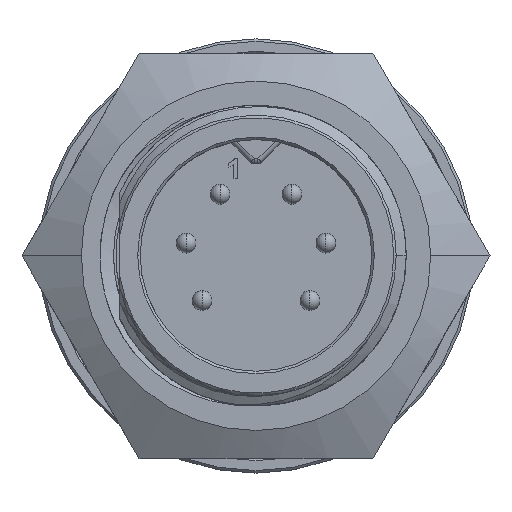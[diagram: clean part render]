
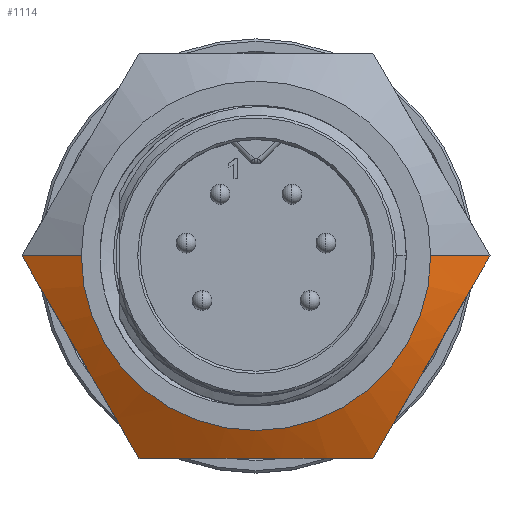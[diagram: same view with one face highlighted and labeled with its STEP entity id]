
A CAD part, top view. The second image highlights one B-rep face of the part: STEP entity #1114.
In plain terms, the highlighted conical face has half-angle 61.689 degrees and reference radius 8.89 mm.
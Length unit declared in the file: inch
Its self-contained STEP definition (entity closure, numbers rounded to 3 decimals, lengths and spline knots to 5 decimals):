
#542 = CARTESIAN_POINT ( 'NONE',  ( 0.35, 0., -0.371 ) ) ;
#605 = VERTEX_POINT ( 'NONE', #9933 ) ;
#651 = CARTESIAN_POINT ( 'NONE',  ( 0.09933, -0.406, -0.40739 ) ) ;
#768 = CARTESIAN_POINT ( 'NONE',  ( -0.3121, -0.27143, -0.40502 ) ) ;
#792 = EDGE_CURVE ( 'NONE', #24349, #3279, #17383, .T. ) ;
#1114 = ADVANCED_FACE ( 'NONE', ( #18897 ), #3364, .T. ) ;
#1467 = DIRECTION ( 'NONE',  ( 0.88, 0., -0.474 ) ) ;
#1787 = CARTESIAN_POINT ( 'NONE',  ( 0.25359, -0.37277, -0.42466 ) ) ;
#1848 = VECTOR ( 'NONE', #15453, 39.37008 ) ;
#1876 = CARTESIAN_POINT ( 'NONE',  ( 0.40094, -0.11756, -0.4073 ) ) ;
#2220 = EDGE_CURVE ( 'NONE', #3279, #22468, #16995, .T. ) ;
#2608 = CARTESIAN_POINT ( 'NONE',  ( 0.19643, -0.406, -0.42477 ) ) ;
#2644 = CARTESIAN_POINT ( 'NONE',  ( -0.43031, -0.06668, -0.41616 ) ) ;
#2727 = CARTESIAN_POINT ( 'NONE',  ( -0.27295, -0.33923, -0.41613 ) ) ;
#2774 = EDGE_CURVE ( 'NONE', #12390, #605, #2925, .T. ) ;
#2925 = B_SPLINE_CURVE_WITH_KNOTS ( 'NONE', 3,
 ( #17369, #1787, #21285, #9607, #23222, #11595, #25159, #13568, #1876, #15515, #3834, #17455 ),
 .UNSPECIFIED., .F., .F.,
 ( 4, 2, 2, 2, 2, 4 ),
 ( 0., 0.003, 0.00601, 0.00751, 0.00901, 0.01201 ),
 .UNSPECIFIED. ) ;
#3279 = VERTEX_POINT ( 'NONE', #24480 ) ;
#3364 = CONICAL_SURFACE ( 'NONE', #15613, 0.35, 1.077 ) ;
#3834 = CARTESIAN_POINT ( 'NONE',  ( 0.4496, -0.03326, -0.42465 ) ) ;
#4044 = CARTESIAN_POINT ( 'NONE',  ( 0., 0., -0.371 ) ) ;
#4667 = ORIENTED_EDGE ( 'NONE', *, *, #11821, .F. ) ;
#4692 = CARTESIAN_POINT ( 'NONE',  ( -0.2344, -0.406, -0.435 ) ) ;
#5985 = DIRECTION ( 'NONE',  ( -1., 0., 0. ) ) ;
#6974 = LINE ( 'NONE', #24757, #21897 ) ;
#8399 = CARTESIAN_POINT ( 'NONE',  ( -0.07875, -0.406, -0.40432 ) ) ;
#8466 = CARTESIAN_POINT ( 'NONE',  ( 0., 0., -0.371 ) ) ;
#8520 = CARTESIAN_POINT ( 'NONE',  ( -0.46881, 0., -0.435 ) ) ;
#8988 = EDGE_CURVE ( 'NONE', #24967, #24349, #22247, .T. ) ;
#9607 = CARTESIAN_POINT ( 'NONE',  ( 0.31188, -0.27181, -0.4044 ) ) ;
#9933 = CARTESIAN_POINT ( 'NONE',  ( 0.46881, 0., -0.435 ) ) ;
#10363 = CARTESIAN_POINT ( 'NONE',  ( 0.01996, -0.406, -0.40117 ) ) ;
#10434 = DIRECTION ( 'NONE',  ( -1., 0., 0. ) ) ;
#10490 = CARTESIAN_POINT ( 'NONE',  ( -0.37166, -0.16826, -0.40118 ) ) ;
#11595 = CARTESIAN_POINT ( 'NONE',  ( 0.36138, -0.18608, -0.40116 ) ) ;
#11701 = CARTESIAN_POINT ( 'NONE',  ( -0.2344, -0.406, -0.435 ) ) ;
#11821 = EDGE_CURVE ( 'NONE', #24967, #605, #6974, .T. ) ;
#12262 = CARTESIAN_POINT ( 'NONE',  ( 0.2344, -0.406, -0.435 ) ) ;
#12330 = CARTESIAN_POINT ( 'NONE',  ( 0.07957, -0.406, -0.40507 ) ) ;
#12390 = VERTEX_POINT ( 'NONE', #12262 ) ;
#12439 = CARTESIAN_POINT ( 'NONE',  ( -0.33186, -0.2372, -0.40195 ) ) ;
#13221 = CARTESIAN_POINT ( 'NONE',  ( -0.35, 0., -0.371 ) ) ;
#13568 = CARTESIAN_POINT ( 'NONE',  ( 0.39111, -0.13457, -0.40502 ) ) ;
#13675 = ORIENTED_EDGE ( 'NONE', *, *, #2220, .T. ) ;
#14225 = CARTESIAN_POINT ( 'NONE',  ( -0.19615, -0.406, -0.4247 ) ) ;
#14304 = CARTESIAN_POINT ( 'NONE',  ( 0.158, -0.406, -0.41627 ) ) ;
#14430 = CARTESIAN_POINT ( 'NONE',  ( -0.30228, -0.28844, -0.4073 ) ) ;
#15453 = DIRECTION ( 'NONE',  ( -0.88, 0., -0.474 ) ) ;
#15515 = CARTESIAN_POINT ( 'NONE',  ( 0.43026, -0.06677, -0.41613 ) ) ;
#15613 = AXIS2_PLACEMENT_3D ( 'NONE', #8466, #20048, #10434 ) ;
#16236 = CARTESIAN_POINT ( 'NONE',  ( 0.2344, -0.406, -0.435 ) ) ;
#16341 = CARTESIAN_POINT ( 'NONE',  ( -0.25361, -0.37274, -0.42465 ) ) ;
#16995 = B_SPLINE_CURVE_WITH_KNOTS ( 'NONE', 3,
 ( #8520, #18230, #2644, #22119, #10490, #24075, #12439, #768, #14430, #2727, #16341, #4692 ),
 .UNSPECIFIED., .F., .F.,
 ( 4, 2, 2, 2, 2, 4 ),
 ( 0., 0.003, 0.00601, 0.00751, 0.00901, 0.01201 ),
 .UNSPECIFIED. ) ;
#17369 = CARTESIAN_POINT ( 'NONE',  ( 0.2344, -0.406, -0.435 ) ) ;
#17383 = LINE ( 'NONE', #13221, #1848 ) ;
#17455 = CARTESIAN_POINT ( 'NONE',  ( 0.46881, 0., -0.435 ) ) ;
#17653 = DIRECTION ( 'NONE',  ( 0., 0., -1. ) ) ;
#18113 = CARTESIAN_POINT ( 'NONE',  ( -0.2344, -0.406, -0.435 ) ) ;
#18230 = CARTESIAN_POINT ( 'NONE',  ( -0.44962, -0.03323, -0.42466 ) ) ;
#18897 = FACE_OUTER_BOUND ( 'NONE', #23642, .T. ) ;
#19474 = ORIENTED_EDGE ( 'NONE', *, *, #23745, .T. ) ;
#20048 = DIRECTION ( 'NONE',  ( 0., 0., -1. ) ) ;
#20059 = CARTESIAN_POINT ( 'NONE',  ( -0.15708, -0.406, -0.41609 ) ) ;
#20745 = CARTESIAN_POINT ( 'NONE',  ( -0.35, 0., -0.371 ) ) ;
#20942 = ORIENTED_EDGE ( 'NONE', *, *, #8988, .T. ) ;
#21285 = CARTESIAN_POINT ( 'NONE',  ( 0.2729, -0.33932, -0.41616 ) ) ;
#21765 = ORIENTED_EDGE ( 'NONE', *, *, #792, .T. ) ;
#21897 = VECTOR ( 'NONE', #1467, 39.37008 ) ;
#22011 = CARTESIAN_POINT ( 'NONE',  ( -0.0394, -0.406, -0.40116 ) ) ;
#22119 = CARTESIAN_POINT ( 'NONE',  ( -0.39133, -0.13419, -0.4044 ) ) ;
#22155 = AXIS2_PLACEMENT_3D ( 'NONE', #4044, #17653, #5985 ) ;
#22247 = CIRCLE ( 'NONE', #22155, 0.35 ) ;
#22468 = VERTEX_POINT ( 'NONE', #11701 ) ;
#23222 = CARTESIAN_POINT ( 'NONE',  ( 0.33155, -0.23774, -0.40118 ) ) ;
#23642 = EDGE_LOOP ( 'NONE', ( #4667, #20942, #21765, #13675, #19474, #24846 ) ) ;
#23745 = EDGE_CURVE ( 'NONE', #22468, #12390, #25158, .T. ) ;
#23948 = CARTESIAN_POINT ( 'NONE',  ( 0.03979, -0.406, -0.40196 ) ) ;
#24075 = CARTESIAN_POINT ( 'NONE',  ( -0.34184, -0.21992, -0.40116 ) ) ;
#24349 = VERTEX_POINT ( 'NONE', #20745 ) ;
#24480 = CARTESIAN_POINT ( 'NONE',  ( -0.46881, 0., -0.435 ) ) ;
#24757 = CARTESIAN_POINT ( 'NONE',  ( 0.35, 0., -0.371 ) ) ;
#24846 = ORIENTED_EDGE ( 'NONE', *, *, #2774, .T. ) ;
#24967 = VERTEX_POINT ( 'NONE', #542 ) ;
#25158 = B_SPLINE_CURVE_WITH_KNOTS ( 'NONE', 3,
 ( #18113, #14225, #20059, #8399, #22011, #10363, #23948, #12330, #651, #14304, #2608, #16236 ),
 .UNSPECIFIED., .F., .F.,
 ( 4, 2, 2, 2, 2, 4 ),
 ( 0.01041, 0.01342, 0.01643, 0.01793, 0.01944, 0.02245 ),
 .UNSPECIFIED. ) ;
#25159 = CARTESIAN_POINT ( 'NONE',  ( 0.37135, -0.1688, -0.40195 ) ) ;
